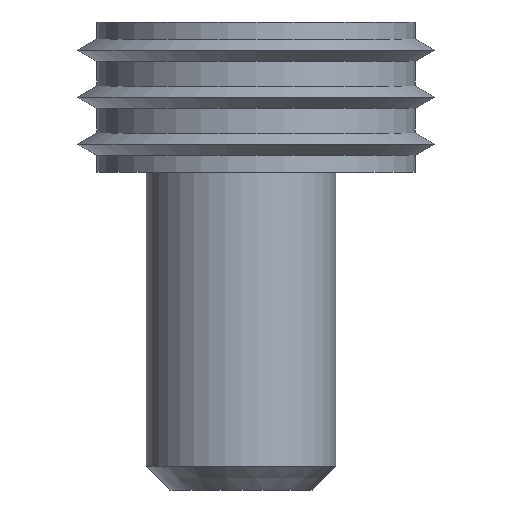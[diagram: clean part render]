
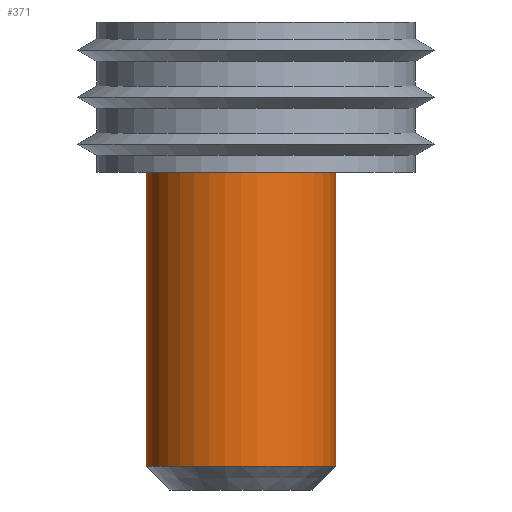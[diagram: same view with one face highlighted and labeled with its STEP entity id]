
A CAD part, front view. The second image highlights one B-rep face of the part: STEP entity #371.
In plain terms, the highlighted cylindrical face has radius 8 mm (diameter 16 mm), a partial arc.
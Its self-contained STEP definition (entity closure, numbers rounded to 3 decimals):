
#11 = EDGE_CURVE ( 'NONE', #1330, #1289, #663, .T. ) ;
#48 = AXIS2_PLACEMENT_3D ( 'NONE', #318, #769, #1222 ) ;
#56 = CARTESIAN_POINT ( 'NONE',  ( 8., 0., -30. ) ) ;
#108 = CARTESIAN_POINT ( 'NONE',  ( -8., 0., -28. ) ) ;
#227 = CARTESIAN_POINT ( 'NONE',  ( 0., 0., -28. ) ) ;
#278 = LINE ( 'NONE', #56, #1091 ) ;
#289 = CARTESIAN_POINT ( 'NONE',  ( -8., 0., 0. ) ) ;
#310 = CARTESIAN_POINT ( 'NONE',  ( 8., 0., 0. ) ) ;
#318 = CARTESIAN_POINT ( 'NONE',  ( 0., 0., -30. ) ) ;
#330 = DIRECTION ( 'NONE',  ( 0., 0., 1. ) ) ;
#349 = VERTEX_POINT ( 'NONE', #310 ) ;
#371 = ADVANCED_FACE ( 'NONE', ( #1096 ), #1332, .T. ) ;
#469 = EDGE_CURVE ( 'NONE', #1330, #1040, #666, .T. ) ;
#519 = ORIENTED_EDGE ( 'NONE', *, *, #1168, .T. ) ;
#533 = EDGE_CURVE ( 'NONE', #349, #1289, #1240, .T. ) ;
#558 = DIRECTION ( 'NONE',  ( 1., 0., 0. ) ) ;
#584 = CARTESIAN_POINT ( 'NONE',  ( 0., 0., 0. ) ) ;
#596 = DIRECTION ( 'NONE',  ( 0., 0., 1. ) ) ;
#663 = LINE ( 'NONE', #981, #979 ) ;
#666 = CIRCLE ( 'NONE', #1360, 8. ) ;
#769 = DIRECTION ( 'NONE',  ( 0., 0., 1. ) ) ;
#787 = ORIENTED_EDGE ( 'NONE', *, *, #11, .F. ) ;
#826 = AXIS2_PLACEMENT_3D ( 'NONE', #584, #1008, #558 ) ;
#979 = VECTOR ( 'NONE', #330, 1000. ) ;
#981 = CARTESIAN_POINT ( 'NONE',  ( -8., 0., -30. ) ) ;
#1001 = EDGE_LOOP ( 'NONE', ( #787, #1141, #519, #1303 ) ) ;
#1008 = DIRECTION ( 'NONE',  ( 0., 0., -1. ) ) ;
#1009 = CARTESIAN_POINT ( 'NONE',  ( 8., 0., -28. ) ) ;
#1022 = DIRECTION ( 'NONE',  ( 0., 0., 1. ) ) ;
#1040 = VERTEX_POINT ( 'NONE', #1009 ) ;
#1091 = VECTOR ( 'NONE', #596, 1000. ) ;
#1096 = FACE_OUTER_BOUND ( 'NONE', #1001, .T. ) ;
#1141 = ORIENTED_EDGE ( 'NONE', *, *, #469, .T. ) ;
#1168 = EDGE_CURVE ( 'NONE', #1040, #349, #278, .T. ) ;
#1222 = DIRECTION ( 'NONE',  ( 1., 0., 0. ) ) ;
#1240 = CIRCLE ( 'NONE', #826, 8. ) ;
#1245 = DIRECTION ( 'NONE',  ( -1., 0., 0. ) ) ;
#1289 = VERTEX_POINT ( 'NONE', #289 ) ;
#1303 = ORIENTED_EDGE ( 'NONE', *, *, #533, .T. ) ;
#1330 = VERTEX_POINT ( 'NONE', #108 ) ;
#1332 = CYLINDRICAL_SURFACE ( 'NONE', #48, 8. ) ;
#1360 = AXIS2_PLACEMENT_3D ( 'NONE', #227, #1022, #1245 ) ;
